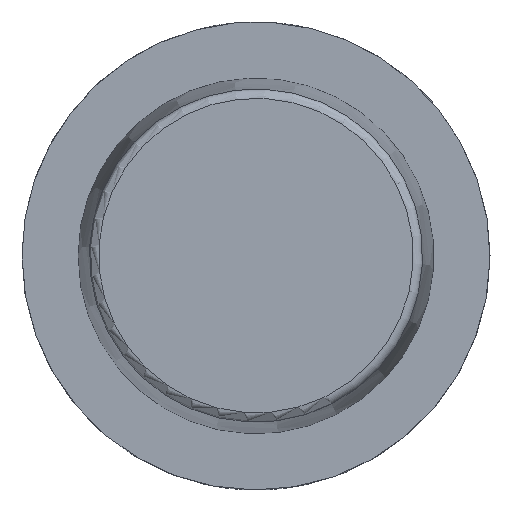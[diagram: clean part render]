
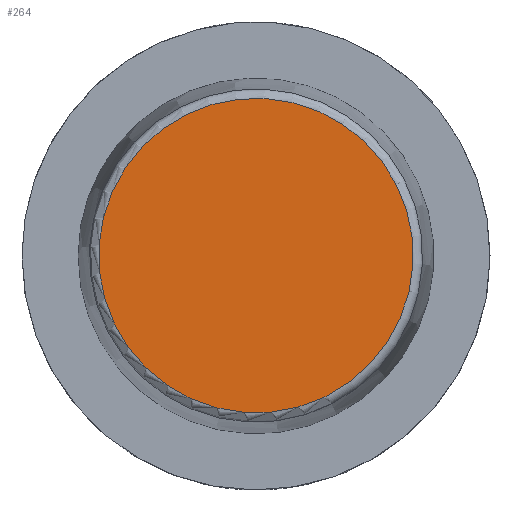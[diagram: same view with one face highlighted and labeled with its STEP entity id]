
A CAD part, top view. The second image highlights one B-rep face of the part: STEP entity #264.
In plain terms, the highlighted planar face has unit normal (0, 0, 1).
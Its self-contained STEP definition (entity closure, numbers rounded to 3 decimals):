
#264=ADVANCED_FACE('',(#347),#327,.F.);
#327=PLANE('',#1065);
#347=FACE_OUTER_BOUND('',#386,.T.);
#386=EDGE_LOOP('',(#473));
#473=ORIENTED_EDGE('',*,*,#841,.T.);
#743=VERTEX_POINT('',#1488);
#841=EDGE_CURVE('',#743,#743,#976,.T.);
#976=CIRCLE('',#1064,33.599);
#1064=AXIS2_PLACEMENT_3D('',#1487,#1191,#1192);
#1065=AXIS2_PLACEMENT_3D('',#1489,#1193,#1194);
#1191=DIRECTION('',(0.,0.,1.));
#1192=DIRECTION('',(0.429,-0.903,0.));
#1193=DIRECTION('',(0.,0.,-1.));
#1194=DIRECTION('',(1.,0.,0.));
#1487=CARTESIAN_POINT('',(0.,0.,50.));
#1488=CARTESIAN_POINT('',(14.42,-30.347,50.));
#1489=CARTESIAN_POINT('',(0.,0.,50.));
